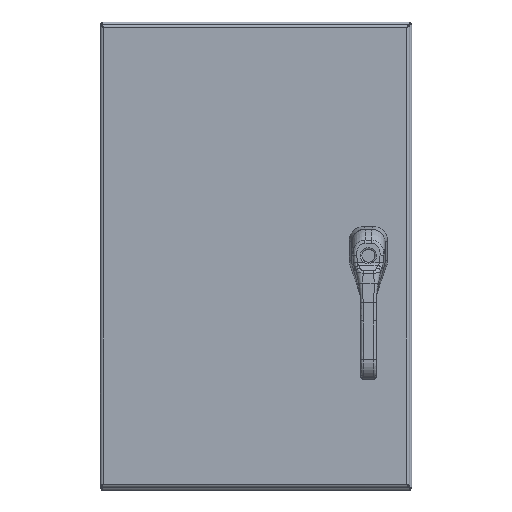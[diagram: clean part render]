
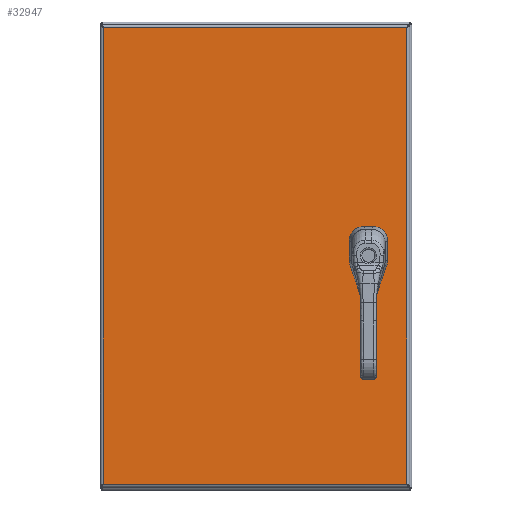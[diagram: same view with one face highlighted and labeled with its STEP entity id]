
A CAD part, top view. The second image highlights one B-rep face of the part: STEP entity #32947.
In plain terms, the highlighted face is planar.
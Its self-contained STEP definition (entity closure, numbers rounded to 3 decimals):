
#1153=FACE_BOUND('',#7372,.T.);
#1154=FACE_BOUND('',#7373,.T.);
#1155=FACE_BOUND('',#7374,.T.);
#1156=FACE_BOUND('',#7375,.T.);
#1514=CIRCLE('',#35127,0.453);
#1516=CIRCLE('',#35131,0.453);
#1518=CIRCLE('',#35135,0.453);
#1520=CIRCLE('',#35139,0.453);
#1522=CIRCLE('',#35143,0.141);
#1524=CIRCLE('',#35146,0.141);
#1526=CIRCLE('',#35149,0.141);
#5127=FACE_OUTER_BOUND('',#7371,.T.);
#7371=EDGE_LOOP('',(#22809,#22810,#22811,#22812));
#7372=EDGE_LOOP('',(#22813,#22814,#22815,#22816,#22817,#22818,#22819,#22820));
#7373=EDGE_LOOP('',(#22821));
#7374=EDGE_LOOP('',(#22822));
#7375=EDGE_LOOP('',(#22823));
#9910=LINE('',#51509,#12074);
#9914=LINE('',#51521,#12078);
#9918=LINE('',#51533,#12082);
#9922=LINE('',#51543,#12086);
#9958=LINE('',#51640,#12122);
#9964=LINE('',#51722,#12128);
#9979=LINE('',#51822,#12143);
#9994=LINE('',#51921,#12158);
#12074=VECTOR('',#39469,0.425);
#12078=VECTOR('',#39481,0.425);
#12082=VECTOR('',#39493,0.425);
#12086=VECTOR('',#39505,0.425);
#12122=VECTOR('',#39585,23.445);
#12128=VECTOR('',#39597,15.57);
#12143=VECTOR('',#39626,23.445);
#12158=VECTOR('',#39655,15.57);
#14239=VERTEX_POINT('',#51500);
#14240=VERTEX_POINT('',#51502);
#14242=VERTEX_POINT('',#51508);
#14244=VERTEX_POINT('',#51514);
#14246=VERTEX_POINT('',#51520);
#14248=VERTEX_POINT('',#51526);
#14250=VERTEX_POINT('',#51532);
#14252=VERTEX_POINT('',#51538);
#14254=VERTEX_POINT('',#51547);
#14256=VERTEX_POINT('',#51552);
#14258=VERTEX_POINT('',#51557);
#14283=VERTEX_POINT('',#51631);
#14284=VERTEX_POINT('',#51639);
#14289=VERTEX_POINT('',#51714);
#14299=VERTEX_POINT('',#51814);
#17373=EDGE_CURVE('',#14240,#14239,#1514,.T.);
#17376=EDGE_CURVE('',#14242,#14240,#9910,.T.);
#17379=EDGE_CURVE('',#14244,#14242,#1516,.T.);
#17382=EDGE_CURVE('',#14246,#14244,#9914,.T.);
#17385=EDGE_CURVE('',#14248,#14246,#1518,.T.);
#17388=EDGE_CURVE('',#14250,#14248,#9918,.T.);
#17391=EDGE_CURVE('',#14252,#14250,#1520,.T.);
#17394=EDGE_CURVE('',#14239,#14252,#9922,.T.);
#17396=EDGE_CURVE('',#14254,#14254,#1522,.T.);
#17398=EDGE_CURVE('',#14256,#14256,#1524,.T.);
#17400=EDGE_CURVE('',#14258,#14258,#1526,.T.);
#17437=EDGE_CURVE('',#14284,#14283,#9958,.T.);
#17447=EDGE_CURVE('',#14283,#14289,#9964,.T.);
#17466=EDGE_CURVE('',#14289,#14299,#9979,.T.);
#17485=EDGE_CURVE('',#14299,#14284,#9994,.T.);
#22809=ORIENTED_EDGE('',*,*,#17437,.T.);
#22810=ORIENTED_EDGE('',*,*,#17447,.T.);
#22811=ORIENTED_EDGE('',*,*,#17466,.T.);
#22812=ORIENTED_EDGE('',*,*,#17485,.T.);
#22813=ORIENTED_EDGE('',*,*,#17373,.T.);
#22814=ORIENTED_EDGE('',*,*,#17394,.T.);
#22815=ORIENTED_EDGE('',*,*,#17391,.T.);
#22816=ORIENTED_EDGE('',*,*,#17388,.T.);
#22817=ORIENTED_EDGE('',*,*,#17385,.T.);
#22818=ORIENTED_EDGE('',*,*,#17382,.T.);
#22819=ORIENTED_EDGE('',*,*,#17379,.T.);
#22820=ORIENTED_EDGE('',*,*,#17376,.T.);
#22821=ORIENTED_EDGE('',*,*,#17396,.T.);
#22822=ORIENTED_EDGE('',*,*,#17398,.T.);
#22823=ORIENTED_EDGE('',*,*,#17400,.T.);
#31569=PLANE('',#35186);
#32947=ADVANCED_FACE('',(#5127,#1153,#1154,#1155,#1156),#31569,.F.);
#35127=AXIS2_PLACEMENT_3D('',#51503,#39463,#39464);
#35131=AXIS2_PLACEMENT_3D('',#51515,#39475,#39476);
#35135=AXIS2_PLACEMENT_3D('',#51527,#39487,#39488);
#35139=AXIS2_PLACEMENT_3D('',#51539,#39499,#39500);
#35143=AXIS2_PLACEMENT_3D('',#51548,#39510,#39511);
#35146=AXIS2_PLACEMENT_3D('',#51553,#39516,#39517);
#35149=AXIS2_PLACEMENT_3D('',#51558,#39522,#39523);
#35186=AXIS2_PLACEMENT_3D('',#52007,#39680,#39681);
#39463=DIRECTION('center_axis',(0.,0.,1.));
#39464=DIRECTION('ref_axis',(-0.469,-0.883,0.));
#39469=DIRECTION('',(0.,1.,0.));
#39475=DIRECTION('center_axis',(0.,0.,1.));
#39476=DIRECTION('ref_axis',(-0.883,0.469,0.));
#39481=DIRECTION('',(1.,0.,0.));
#39487=DIRECTION('center_axis',(0.,0.,1.));
#39488=DIRECTION('ref_axis',(0.469,0.883,0.));
#39493=DIRECTION('',(0.,-1.,0.));
#39499=DIRECTION('center_axis',(0.,0.,1.));
#39500=DIRECTION('ref_axis',(0.883,-0.469,0.));
#39505=DIRECTION('',(-1.,0.,0.));
#39510=DIRECTION('center_axis',(0.,0.,1.));
#39511=DIRECTION('ref_axis',(1.,0.,0.));
#39516=DIRECTION('center_axis',(0.,0.,1.));
#39517=DIRECTION('ref_axis',(1.,0.,0.));
#39522=DIRECTION('center_axis',(0.,0.,1.));
#39523=DIRECTION('ref_axis',(1.,0.,0.));
#39585=DIRECTION('',(0.,-1.,0.));
#39597=DIRECTION('',(-1.,0.,0.));
#39626=DIRECTION('',(0.,1.,0.));
#39655=DIRECTION('',(1.,0.,0.));
#39680=DIRECTION('center_axis',(0.,0.,1.));
#39681=DIRECTION('ref_axis',(1.,0.,0.));
#51500=CARTESIAN_POINT('',(2.338,12.275,0.));
#51502=CARTESIAN_POINT('',(2.525,12.088,0.));
#51503=CARTESIAN_POINT('Origin',(2.125,11.875,0.));
#51508=CARTESIAN_POINT('',(2.525,11.662,0.));
#51509=CARTESIAN_POINT('',(2.525,11.981,0.));
#51514=CARTESIAN_POINT('',(2.338,11.475,0.));
#51515=CARTESIAN_POINT('Origin',(2.125,11.875,0.));
#51520=CARTESIAN_POINT('',(1.912,11.475,0.));
#51521=CARTESIAN_POINT('',(5.138,11.475,0.));
#51526=CARTESIAN_POINT('',(1.725,11.662,0.));
#51527=CARTESIAN_POINT('Origin',(2.125,11.875,0.));
#51532=CARTESIAN_POINT('',(1.725,12.088,0.));
#51533=CARTESIAN_POINT('',(1.725,11.769,0.));
#51538=CARTESIAN_POINT('',(1.912,12.275,0.));
#51539=CARTESIAN_POINT('Origin',(2.125,11.875,0.));
#51543=CARTESIAN_POINT('',(4.925,12.275,0.));
#51547=CARTESIAN_POINT('',(1.985,10.497,0.));
#51548=CARTESIAN_POINT('Origin',(2.125,10.497,0.));
#51552=CARTESIAN_POINT('',(1.985,10.989,0.));
#51553=CARTESIAN_POINT('Origin',(2.125,10.989,0.));
#51557=CARTESIAN_POINT('',(1.985,12.76,0.));
#51558=CARTESIAN_POINT('Origin',(2.125,12.76,0.));
#51631=CARTESIAN_POINT('',(15.722,0.153,0.));
#51639=CARTESIAN_POINT('',(15.722,23.597,0.));
#51640=CARTESIAN_POINT('',(15.722,17.736,0.));
#51714=CARTESIAN_POINT('',(0.153,0.153,0.));
#51722=CARTESIAN_POINT('',(11.83,0.153,0.));
#51814=CARTESIAN_POINT('',(0.153,23.597,0.));
#51822=CARTESIAN_POINT('',(0.153,6.014,0.));
#51921=CARTESIAN_POINT('',(4.045,23.597,0.));
#52007=CARTESIAN_POINT('Origin',(7.938,11.875,0.));
